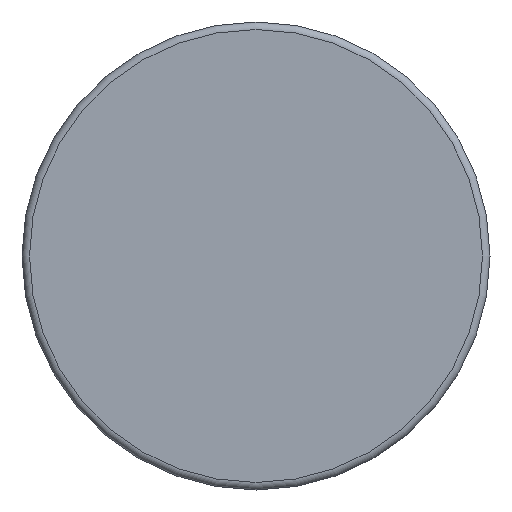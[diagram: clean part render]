
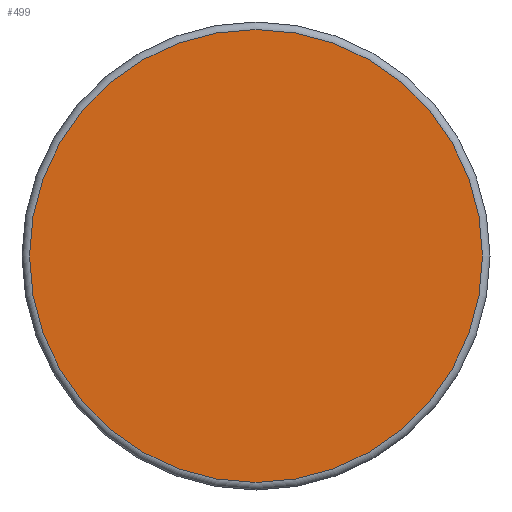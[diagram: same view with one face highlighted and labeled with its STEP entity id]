
A CAD part, front view. The second image highlights one B-rep face of the part: STEP entity #499.
In plain terms, the highlighted planar face has unit normal (0, -1, 0).
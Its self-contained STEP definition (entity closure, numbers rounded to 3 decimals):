
#90=ORIENTED_EDGE('',*,*,#116,.T.);
#116=EDGE_CURVE('',#142,#142,#168,.T.);
#142=VERTEX_POINT('',#744);
#168=CIRCLE('',#556,15.);
#220=EDGE_LOOP('',(#90));
#272=FACE_BOUND('',#220,.T.);
#280=PLANE('',#557);
#499=ADVANCED_FACE('',(#272),#280,.F.);
#556=AXIS2_PLACEMENT_3D('',#743,#662,#663);
#557=AXIS2_PLACEMENT_3D('',#745,#664,#665);
#662=DIRECTION('',(0.,-1.,0.));
#663=DIRECTION('',(0.,0.,-1.));
#664=DIRECTION('',(0.,1.,0.));
#665=DIRECTION('',(0.,0.,1.));
#743=CARTESIAN_POINT('',(0.,-50.,0.));
#744=CARTESIAN_POINT('',(0.,-50.,-15.));
#745=CARTESIAN_POINT('',(15.,-50.,0.));
